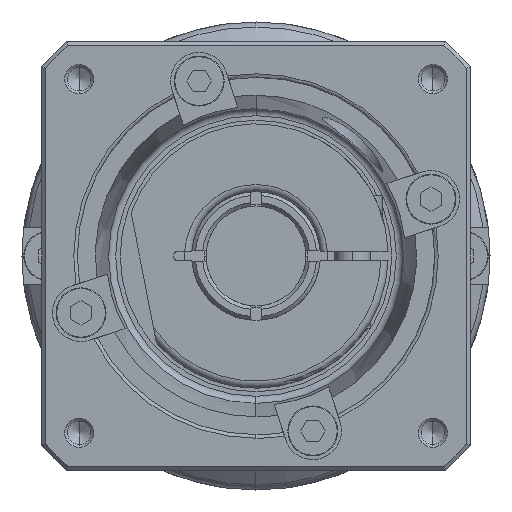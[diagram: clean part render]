
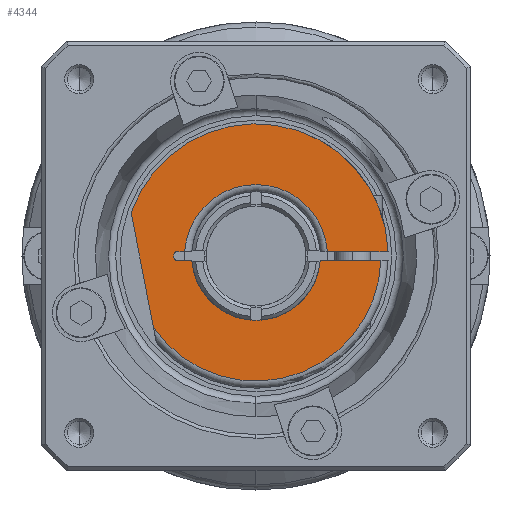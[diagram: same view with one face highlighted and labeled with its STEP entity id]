
A CAD part, left-side view. The second image highlights one B-rep face of the part: STEP entity #4344.
In plain terms, the highlighted planar face has unit normal (-1, 0, 0).
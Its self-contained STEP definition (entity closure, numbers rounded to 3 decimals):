
#317 = CIRCLE ( 'NONE', #10909, 17.5 ) ;
#468 = ORIENTED_EDGE ( 'NONE', *, *, #12152, .F. ) ;
#762 = CARTESIAN_POINT ( 'NONE',  ( -126.048, 17.478, 6.064 ) ) ;
#781 = DIRECTION ( 'NONE',  ( 0., 1., 0. ) ) ;
#936 = CARTESIAN_POINT ( 'NONE',  ( -126.048, 11.5, 0.2 ) ) ;
#1084 = DIRECTION ( 'NONE',  ( 0., 0., -1. ) ) ;
#1176 = CARTESIAN_POINT ( 'NONE',  ( -126.048, 8.98, -0.6 ) ) ;
#1630 = ORIENTED_EDGE ( 'NONE', *, *, #14406, .F. ) ;
#1662 = ORIENTED_EDGE ( 'NONE', *, *, #12556, .T. ) ;
#1766 = CIRCLE ( 'NONE', #7843, 9. ) ;
#1879 = VECTOR ( 'NONE', #2846, 1000. ) ;
#1885 = CARTESIAN_POINT ( 'NONE',  ( -126.048, 11.1, 0.2 ) ) ;
#1990 = VECTOR ( 'NONE', #13234, 1000. ) ;
#2000 = VERTEX_POINT ( 'NONE', #14248 ) ;
#2060 = CARTESIAN_POINT ( 'NONE',  ( -126.048, 0., 0. ) ) ;
#2084 = VERTEX_POINT ( 'NONE', #8602 ) ;
#2120 = CARTESIAN_POINT ( 'NONE',  ( -126.048, 0., 0. ) ) ;
#2218 = DIRECTION ( 'NONE',  ( -1., 0., 0. ) ) ;
#2477 = DIRECTION ( 'NONE',  ( 0., -1., 0. ) ) ;
#2510 = LINE ( 'NONE', #9929, #11791 ) ;
#2658 = CARTESIAN_POINT ( 'NONE',  ( -126.048, 0., 0. ) ) ;
#2846 = DIRECTION ( 'NONE',  ( 0., 0.191, 0.982 ) ) ;
#3012 = VERTEX_POINT ( 'NONE', #6989 ) ;
#3083 = AXIS2_PLACEMENT_3D ( 'NONE', #2658, #9716, #4978 ) ;
#3189 = AXIS2_PLACEMENT_3D ( 'NONE', #7342, #8307, #8354 ) ;
#3210 = EDGE_CURVE ( 'NONE', #7532, #2000, #4305, .T. ) ;
#3414 = VERTEX_POINT ( 'NONE', #10060 ) ;
#3423 = EDGE_CURVE ( 'NONE', #3414, #4918, #9690, .T. ) ;
#3471 = VERTEX_POINT ( 'NONE', #12678 ) ;
#4305 = LINE ( 'NONE', #1176, #15035 ) ;
#4344 = ADVANCED_FACE ( 'NONE', ( #7050 ), #8555, .F. ) ;
#4918 = VERTEX_POINT ( 'NONE', #762 ) ;
#4942 = LINE ( 'NONE', #936, #10898 ) ;
#4978 = DIRECTION ( 'NONE',  ( 0., 1., 0. ) ) ;
#5048 = ORIENTED_EDGE ( 'NONE', *, *, #14884, .F. ) ;
#5150 = LINE ( 'NONE', #12003, #1990 ) ;
#5272 = CARTESIAN_POINT ( 'NONE',  ( -126.048, 17.478, 6.064 ) ) ;
#5424 = ORIENTED_EDGE ( 'NONE', *, *, #10253, .F. ) ;
#5465 = ORIENTED_EDGE ( 'NONE', *, *, #3423, .F. ) ;
#5881 = CARTESIAN_POINT ( 'NONE',  ( -126.048, 11.5, -0.2 ) ) ;
#6302 = CARTESIAN_POINT ( 'NONE',  ( -126.048, -18.49, 0.6 ) ) ;
#6644 = CARTESIAN_POINT ( 'NONE',  ( -126.048, 11.1, 0.6 ) ) ;
#6681 = DIRECTION ( 'NONE',  ( 1., 0., 0. ) ) ;
#6891 = ORIENTED_EDGE ( 'NONE', *, *, #14647, .F. ) ;
#6989 = CARTESIAN_POINT ( 'NONE',  ( -126.048, -8.98, -0.6 ) ) ;
#7050 = FACE_OUTER_BOUND ( 'NONE', #8081, .T. ) ;
#7131 = CARTESIAN_POINT ( 'NONE',  ( -126.048, 9.982, 0.6 ) ) ;
#7342 = CARTESIAN_POINT ( 'NONE',  ( -126.048, 11.1, -0.2 ) ) ;
#7384 = DIRECTION ( 'NONE',  ( 0., 1., 0. ) ) ;
#7489 = ORIENTED_EDGE ( 'NONE', *, *, #11868, .F. ) ;
#7497 = DIRECTION ( 'NONE',  ( 0., 1., 0. ) ) ;
#7532 = VERTEX_POINT ( 'NONE', #9982 ) ;
#7633 = VERTEX_POINT ( 'NONE', #12904 ) ;
#7688 = CIRCLE ( 'NONE', #7898, 10. ) ;
#7843 = AXIS2_PLACEMENT_3D ( 'NONE', #2120, #7988, #10420 ) ;
#7898 = AXIS2_PLACEMENT_3D ( 'NONE', #2060, #6681, #781 ) ;
#7988 = DIRECTION ( 'NONE',  ( -1., 0., 0. ) ) ;
#8081 = EDGE_LOOP ( 'NONE', ( #1630, #11758, #12204, #5048, #5465, #1662, #468, #6891, #9241, #5424, #11615, #7489 ) ) ;
#8307 = DIRECTION ( 'NONE',  ( -1., 0., 0. ) ) ;
#8354 = DIRECTION ( 'NONE',  ( 0., 1., 0. ) ) ;
#8555 = PLANE ( 'NONE',  #3083 ) ;
#8596 = DIRECTION ( 'NONE',  ( 1., 0., 0. ) ) ;
#8602 = CARTESIAN_POINT ( 'NONE',  ( -126.048, 11.5, 0.2 ) ) ;
#8677 = EDGE_CURVE ( 'NONE', #7633, #3471, #12666, .T. ) ;
#8796 = VERTEX_POINT ( 'NONE', #6644 ) ;
#8948 = CIRCLE ( 'NONE', #3189, 0.4 ) ;
#9241 = ORIENTED_EDGE ( 'NONE', *, *, #3210, .F. ) ;
#9690 = LINE ( 'NONE', #5272, #1879 ) ;
#9716 = DIRECTION ( 'NONE',  ( 1., 0., 0. ) ) ;
#9909 = AXIS2_PLACEMENT_3D ( 'NONE', #1885, #10198, #11386 ) ;
#9929 = CARTESIAN_POINT ( 'NONE',  ( -126.048, 8.98, 0.6 ) ) ;
#9982 = CARTESIAN_POINT ( 'NONE',  ( -126.048, 11.1, -0.6 ) ) ;
#10037 = VERTEX_POINT ( 'NONE', #11584 ) ;
#10060 = CARTESIAN_POINT ( 'NONE',  ( -126.048, 14.353, -10.011 ) ) ;
#10157 = AXIS2_PLACEMENT_3D ( 'NONE', #13214, #8596, #12130 ) ;
#10198 = DIRECTION ( 'NONE',  ( -1., 0., 0. ) ) ;
#10253 = EDGE_CURVE ( 'NONE', #13884, #7532, #8948, .T. ) ;
#10420 = DIRECTION ( 'NONE',  ( 0., 1., 0. ) ) ;
#10898 = VECTOR ( 'NONE', #1084, 1000. ) ;
#10909 = AXIS2_PLACEMENT_3D ( 'NONE', #12796, #2218, #15274 ) ;
#10954 = EDGE_CURVE ( 'NONE', #13882, #3471, #7688, .T. ) ;
#11386 = DIRECTION ( 'NONE',  ( 0., 1., 0. ) ) ;
#11584 = CARTESIAN_POINT ( 'NONE',  ( -126.048, -17.49, -0.6 ) ) ;
#11615 = ORIENTED_EDGE ( 'NONE', *, *, #12561, .F. ) ;
#11758 = ORIENTED_EDGE ( 'NONE', *, *, #10954, .T. ) ;
#11775 = CIRCLE ( 'NONE', #10157, 18.5 ) ;
#11791 = VECTOR ( 'NONE', #7384, 1000. ) ;
#11868 = EDGE_CURVE ( 'NONE', #8796, #2084, #14228, .T. ) ;
#12003 = CARTESIAN_POINT ( 'NONE',  ( -126.048, -18.49, -0.6 ) ) ;
#12130 = DIRECTION ( 'NONE',  ( 0., 1., 0. ) ) ;
#12152 = EDGE_CURVE ( 'NONE', #3012, #10037, #5150, .T. ) ;
#12204 = ORIENTED_EDGE ( 'NONE', *, *, #8677, .F. ) ;
#12308 = VECTOR ( 'NONE', #7497, 1000. ) ;
#12556 = EDGE_CURVE ( 'NONE', #3414, #10037, #317, .T. ) ;
#12561 = EDGE_CURVE ( 'NONE', #2084, #13884, #4942, .T. ) ;
#12666 = LINE ( 'NONE', #6302, #12308 ) ;
#12678 = CARTESIAN_POINT ( 'NONE',  ( -126.048, -9.982, 0.6 ) ) ;
#12796 = CARTESIAN_POINT ( 'NONE',  ( -126.048, 0., 0. ) ) ;
#12904 = CARTESIAN_POINT ( 'NONE',  ( -126.048, -18.49, 0.6 ) ) ;
#13214 = CARTESIAN_POINT ( 'NONE',  ( -126.048, 0., 0. ) ) ;
#13234 = DIRECTION ( 'NONE',  ( 0., -1., 0. ) ) ;
#13882 = VERTEX_POINT ( 'NONE', #7131 ) ;
#13884 = VERTEX_POINT ( 'NONE', #5881 ) ;
#14228 = CIRCLE ( 'NONE', #9909, 0.4 ) ;
#14248 = CARTESIAN_POINT ( 'NONE',  ( -126.048, 8.98, -0.6 ) ) ;
#14406 = EDGE_CURVE ( 'NONE', #13882, #8796, #2510, .T. ) ;
#14647 = EDGE_CURVE ( 'NONE', #2000, #3012, #1766, .T. ) ;
#14884 = EDGE_CURVE ( 'NONE', #4918, #7633, #11775, .T. ) ;
#15035 = VECTOR ( 'NONE', #2477, 1000. ) ;
#15274 = DIRECTION ( 'NONE',  ( 0., 1., 0. ) ) ;
